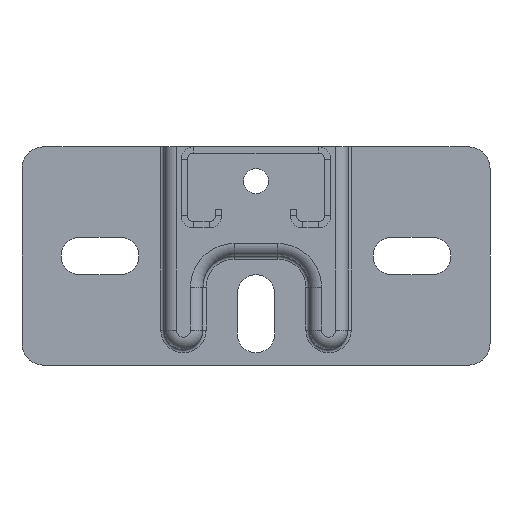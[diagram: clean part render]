
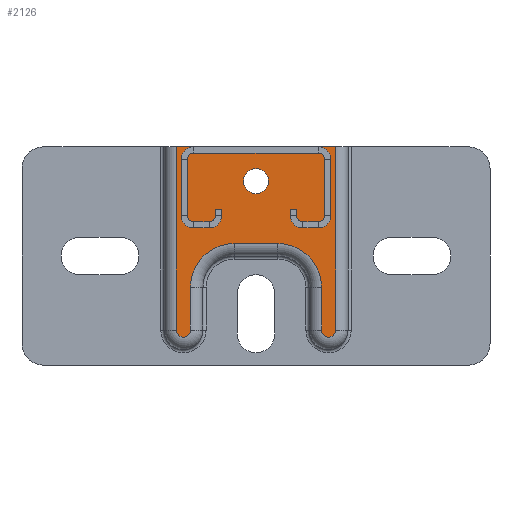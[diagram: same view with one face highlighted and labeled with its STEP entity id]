
A CAD part, front view. The second image highlights one B-rep face of the part: STEP entity #2126.
In plain terms, the highlighted planar face has unit normal (0, -1, 0).
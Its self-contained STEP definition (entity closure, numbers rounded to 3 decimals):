
#31 = CARTESIAN_POINT ( 'NONE',  ( 21., -9., 11.25 ) ) ;
#56 = AXIS2_PLACEMENT_3D ( 'NONE', #1077, #3761, #1515 ) ;
#65 = DIRECTION ( 'NONE',  ( -1., 0., 0. ) ) ;
#80 = FACE_BOUND ( 'NONE', #829, .T. ) ;
#201 = CARTESIAN_POINT ( 'NONE',  ( 7., -9., 25. ) ) ;
#316 = EDGE_CURVE ( 'NONE', #3787, #376, #4325, .T. ) ;
#370 = CARTESIAN_POINT ( 'NONE',  ( -21., -9., 25. ) ) ;
#376 = VERTEX_POINT ( 'NONE', #3683 ) ;
#523 = CARTESIAN_POINT ( 'NONE',  ( -25.5, -9., 11.25 ) ) ;
#554 = LINE ( 'NONE', #1223, #687 ) ;
#617 = ORIENTED_EDGE ( 'NONE', *, *, #316, .T. ) ;
#636 = DIRECTION ( 'NONE',  ( 1., 0., 0. ) ) ;
#687 = VECTOR ( 'NONE', #4284, 1000. ) ;
#814 = VECTOR ( 'NONE', #1188, 1000. ) ;
#829 = EDGE_LOOP ( 'NONE', ( #1043, #3957 ) ) ;
#832 = EDGE_CURVE ( 'NONE', #376, #4342, #4610, .T. ) ;
#840 = DIRECTION ( 'NONE',  ( 1., 0., 0. ) ) ;
#905 = CARTESIAN_POINT ( 'NONE',  ( -29.5, -9., 70. ) ) ;
#978 = ORIENTED_EDGE ( 'NONE', *, *, #1982, .T. ) ;
#1039 = EDGE_CURVE ( 'NONE', #1325, #4734, #3164, .T. ) ;
#1043 = ORIENTED_EDGE ( 'NONE', *, *, #3376, .F. ) ;
#1077 = CARTESIAN_POINT ( 'NONE',  ( 0., -9., 59. ) ) ;
#1079 = CARTESIAN_POINT ( 'NONE',  ( -23.25, -9., 39. ) ) ;
#1092 = DIRECTION ( 'NONE',  ( 0., -1., 0. ) ) ;
#1099 = CARTESIAN_POINT ( 'NONE',  ( 7., -9., 39. ) ) ;
#1116 = AXIS2_PLACEMENT_3D ( 'NONE', #4404, #2175, #4790 ) ;
#1182 = ORIENTED_EDGE ( 'NONE', *, *, #3380, .T. ) ;
#1188 = DIRECTION ( 'NONE',  ( 0., 0., 1. ) ) ;
#1223 = CARTESIAN_POINT ( 'NONE',  ( -21., -9., 11.25 ) ) ;
#1287 = ORIENTED_EDGE ( 'NONE', *, *, #1039, .T. ) ;
#1325 = VERTEX_POINT ( 'NONE', #1719 ) ;
#1355 = AXIS2_PLACEMENT_3D ( 'NONE', #3569, #3595, #3609 ) ;
#1379 = VERTEX_POINT ( 'NONE', #4291 ) ;
#1391 = ORIENTED_EDGE ( 'NONE', *, *, #3662, .T. ) ;
#1432 = ORIENTED_EDGE ( 'NONE', *, *, #832, .T. ) ;
#1509 = CIRCLE ( 'NONE', #1762, 2.25 ) ;
#1515 = DIRECTION ( 'NONE',  ( -1., 0., 0. ) ) ;
#1595 = CARTESIAN_POINT ( 'NONE',  ( -25.5, -9., 11.25 ) ) ;
#1719 = CARTESIAN_POINT ( 'NONE',  ( 21., -9., 25. ) ) ;
#1762 = AXIS2_PLACEMENT_3D ( 'NONE', #1996, #4567, #2676 ) ;
#1880 = CARTESIAN_POINT ( 'NONE',  ( -23.25, -9., 11.25 ) ) ;
#1898 = CARTESIAN_POINT ( 'NONE',  ( -21., -9., 11.25 ) ) ;
#1980 = LINE ( 'NONE', #3847, #814 ) ;
#1982 = EDGE_CURVE ( 'NONE', #4734, #3689, #2138, .T. ) ;
#1986 = CIRCLE ( 'NONE', #1116, 4. ) ;
#1996 = CARTESIAN_POINT ( 'NONE',  ( -23.25, -9., 11.25 ) ) ;
#2086 = VERTEX_POINT ( 'NONE', #523 ) ;
#2126 = ADVANCED_FACE ( 'NONE', ( #80, #2197 ), #4456, .F. ) ;
#2138 = CIRCLE ( 'NONE', #3887, 2.25 ) ;
#2175 = DIRECTION ( 'NONE',  ( 0., -1., 0. ) ) ;
#2197 = FACE_OUTER_BOUND ( 'NONE', #2244, .T. ) ;
#2244 = EDGE_LOOP ( 'NONE', ( #978, #4713, #1182, #4817, #4861, #3089, #617, #1432, #1391, #1287 ) ) ;
#2274 = AXIS2_PLACEMENT_3D ( 'NONE', #201, #3009, #636 ) ;
#2326 = VECTOR ( 'NONE', #2529, 1000. ) ;
#2446 = CARTESIAN_POINT ( 'NONE',  ( 21., -9., 11.25 ) ) ;
#2529 = DIRECTION ( 'NONE',  ( 0., 0., -1. ) ) ;
#2676 = DIRECTION ( 'NONE',  ( 1., 0., 0. ) ) ;
#2732 = CARTESIAN_POINT ( 'NONE',  ( 4., -9., 59. ) ) ;
#2815 = VECTOR ( 'NONE', #65, 1000. ) ;
#2852 = VERTEX_POINT ( 'NONE', #1898 ) ;
#2900 = EDGE_CURVE ( 'NONE', #3057, #1379, #3736, .T. ) ;
#3006 = DIRECTION ( 'NONE',  ( 1., 0., 0. ) ) ;
#3009 = DIRECTION ( 'NONE',  ( 0., 1., 0. ) ) ;
#3049 = EDGE_CURVE ( 'NONE', #3449, #2086, #3267, .T. ) ;
#3057 = VERTEX_POINT ( 'NONE', #2732 ) ;
#3089 = ORIENTED_EDGE ( 'NONE', *, *, #4527, .T. ) ;
#3164 = LINE ( 'NONE', #2446, #2326 ) ;
#3181 = VERTEX_POINT ( 'NONE', #3884 ) ;
#3246 = CARTESIAN_POINT ( 'NONE',  ( 23.25, -9., 11.25 ) ) ;
#3267 = LINE ( 'NONE', #1595, #5069 ) ;
#3326 = AXIS2_PLACEMENT_3D ( 'NONE', #1880, #4440, #4146 ) ;
#3376 = EDGE_CURVE ( 'NONE', #1379, #3057, #1986, .T. ) ;
#3380 = EDGE_CURVE ( 'NONE', #3181, #3449, #3794, .T. ) ;
#3449 = VERTEX_POINT ( 'NONE', #3677 ) ;
#3569 = CARTESIAN_POINT ( 'NONE',  ( -7., -9., 25. ) ) ;
#3595 = DIRECTION ( 'NONE',  ( 0., 1., 0. ) ) ;
#3601 = VECTOR ( 'NONE', #840, 1000. ) ;
#3609 = DIRECTION ( 'NONE',  ( 1., 0., 0. ) ) ;
#3662 = EDGE_CURVE ( 'NONE', #4342, #1325, #3973, .T. ) ;
#3677 = CARTESIAN_POINT ( 'NONE',  ( -25.5, -9., 70. ) ) ;
#3683 = CARTESIAN_POINT ( 'NONE',  ( -7., -9., 39. ) ) ;
#3689 = VERTEX_POINT ( 'NONE', #4159 ) ;
#3736 = CIRCLE ( 'NONE', #56, 4. ) ;
#3761 = DIRECTION ( 'NONE',  ( 0., -1., 0. ) ) ;
#3787 = VERTEX_POINT ( 'NONE', #370 ) ;
#3794 = LINE ( 'NONE', #905, #2815 ) ;
#3847 = CARTESIAN_POINT ( 'NONE',  ( 25.5, -9., 11.25 ) ) ;
#3884 = CARTESIAN_POINT ( 'NONE',  ( 25.5, -9., 70. ) ) ;
#3887 = AXIS2_PLACEMENT_3D ( 'NONE', #3246, #1092, #3006 ) ;
#3957 = ORIENTED_EDGE ( 'NONE', *, *, #2900, .F. ) ;
#3973 = CIRCLE ( 'NONE', #2274, 14. ) ;
#4146 = DIRECTION ( 'NONE',  ( 1., 0., 0. ) ) ;
#4159 = CARTESIAN_POINT ( 'NONE',  ( 25.5, -9., 11.25 ) ) ;
#4219 = DIRECTION ( 'NONE',  ( 0., 0., -1. ) ) ;
#4284 = DIRECTION ( 'NONE',  ( 0., 0., 1. ) ) ;
#4291 = CARTESIAN_POINT ( 'NONE',  ( -4., -9., 59. ) ) ;
#4315 = EDGE_CURVE ( 'NONE', #2086, #2852, #1509, .T. ) ;
#4325 = CIRCLE ( 'NONE', #1355, 14. ) ;
#4342 = VERTEX_POINT ( 'NONE', #1099 ) ;
#4404 = CARTESIAN_POINT ( 'NONE',  ( 0., -9., 59. ) ) ;
#4440 = DIRECTION ( 'NONE',  ( 0., 1., 0. ) ) ;
#4456 = PLANE ( 'NONE',  #3326 ) ;
#4490 = EDGE_CURVE ( 'NONE', #3689, #3181, #1980, .T. ) ;
#4527 = EDGE_CURVE ( 'NONE', #2852, #3787, #554, .T. ) ;
#4567 = DIRECTION ( 'NONE',  ( 0., -1., 0. ) ) ;
#4610 = LINE ( 'NONE', #1079, #3601 ) ;
#4713 = ORIENTED_EDGE ( 'NONE', *, *, #4490, .T. ) ;
#4734 = VERTEX_POINT ( 'NONE', #31 ) ;
#4790 = DIRECTION ( 'NONE',  ( -1., 0., 0. ) ) ;
#4817 = ORIENTED_EDGE ( 'NONE', *, *, #3049, .T. ) ;
#4861 = ORIENTED_EDGE ( 'NONE', *, *, #4315, .T. ) ;
#5069 = VECTOR ( 'NONE', #4219, 1000. ) ;
